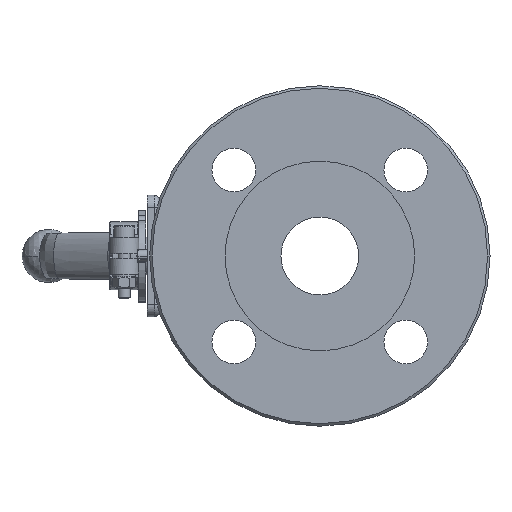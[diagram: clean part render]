
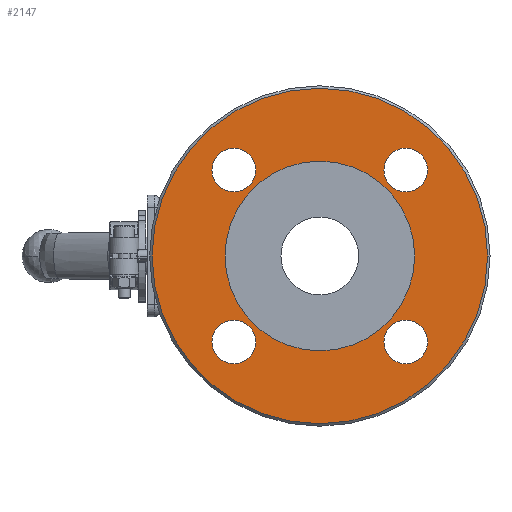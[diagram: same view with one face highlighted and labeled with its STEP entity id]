
A CAD part, left-side view. The second image highlights one B-rep face of the part: STEP entity #2147.
In plain terms, the highlighted planar face has unit normal (-1, 0, 0).
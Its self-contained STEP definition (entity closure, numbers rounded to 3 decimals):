
#2147=ADVANCED_FACE('',(#4362,#4363,#4364,#4365,#4366,#4367),#4368,.T.);
#4362=FACE_OUTER_BOUND('',#10737,.T.);
#4363=FACE_BOUND('',#10738,.T.);
#4364=FACE_BOUND('',#10739,.T.);
#4365=FACE_BOUND('',#10740,.T.);
#4366=FACE_BOUND('',#10741,.T.);
#4367=FACE_BOUND('',#10742,.T.);
#4368=PLANE('',#10743);
#10737=EDGE_LOOP('',(#16863,#16864));
#10738=EDGE_LOOP('',(#16865,#16866));
#10739=EDGE_LOOP('',(#16867,#16868));
#10740=EDGE_LOOP('',(#16869,#16870));
#10741=EDGE_LOOP('',(#16871,#16872));
#10742=EDGE_LOOP('',(#16873,#16874));
#10743=AXIS2_PLACEMENT_3D('',#16875,#16876,#16877);
#16863=ORIENTED_EDGE('',*,*,#16967,.F.);
#16864=ORIENTED_EDGE('',*,*,#19509,.F.);
#16865=ORIENTED_EDGE('',*,*,#17053,.T.);
#16866=ORIENTED_EDGE('',*,*,#19417,.T.);
#16867=ORIENTED_EDGE('',*,*,#17048,.T.);
#16868=ORIENTED_EDGE('',*,*,#19419,.T.);
#16869=ORIENTED_EDGE('',*,*,#17043,.T.);
#16870=ORIENTED_EDGE('',*,*,#19421,.T.);
#16871=ORIENTED_EDGE('',*,*,#17038,.T.);
#16872=ORIENTED_EDGE('',*,*,#19423,.T.);
#16873=ORIENTED_EDGE('',*,*,#16973,.T.);
#16874=ORIENTED_EDGE('',*,*,#19507,.T.);
#16875=CARTESIAN_POINT('',(-43.0,53.5,0.0));
#16876=DIRECTION('',(-1.0,0.0,0.0));
#16877=DIRECTION('',(0.0,0.0,1.0));
#16967=EDGE_CURVE('',#19620,#19622,#19623,.T.);
#16973=EDGE_CURVE('',#19627,#19631,#19633,.T.);
#17038=EDGE_CURVE('',#19750,#19747,#19751,.T.);
#17043=EDGE_CURVE('',#19759,#19756,#19760,.T.);
#17048=EDGE_CURVE('',#19768,#19765,#19769,.T.);
#17053=EDGE_CURVE('',#19777,#19774,#19778,.T.);
#19417=EDGE_CURVE('',#19774,#19777,#23224,.T.);
#19419=EDGE_CURVE('',#19765,#19768,#23226,.T.);
#19421=EDGE_CURVE('',#19756,#19759,#23228,.T.);
#19423=EDGE_CURVE('',#19747,#19750,#23230,.T.);
#19507=EDGE_CURVE('',#19631,#19627,#23330,.T.);
#19509=EDGE_CURVE('',#19622,#19620,#23332,.T.);
#19620=VERTEX_POINT('',#23985);
#19622=VERTEX_POINT('',#23988);
#19623=CIRCLE('',#23989,69.0);
#19627=VERTEX_POINT('',#23994);
#19631=VERTEX_POINT('',#23999);
#19633=CIRCLE('',#24002,39.0);
#19747=VERTEX_POINT('',#24183);
#19750=VERTEX_POINT('',#24187);
#19751=CIRCLE('',#24188,9.0);
#19756=VERTEX_POINT('',#24194);
#19759=VERTEX_POINT('',#24198);
#19760=CIRCLE('',#24199,9.0);
#19765=VERTEX_POINT('',#24205);
#19768=VERTEX_POINT('',#24209);
#19769=CIRCLE('',#24210,9.0);
#19774=VERTEX_POINT('',#24216);
#19777=VERTEX_POINT('',#24220);
#19778=CIRCLE('',#24221,9.0);
#23224=CIRCLE('',#31783,9.0);
#23226=CIRCLE('',#31785,9.0);
#23228=CIRCLE('',#31787,9.0);
#23230=CIRCLE('',#31789,9.0);
#23330=CIRCLE('',#31921,39.0);
#23332=CIRCLE('',#31923,69.0);
#23985=CARTESIAN_POINT('',(-43.0,68.5,0.0));
#23988=CARTESIAN_POINT('',(-43.0,-69.5,0.));
#23989=AXIS2_PLACEMENT_3D('',#31996,#31997,#31998);
#23994=CARTESIAN_POINT('',(-43.0,38.5,0.0));
#23999=CARTESIAN_POINT('',(-43.0,-39.5,0.));
#24002=AXIS2_PLACEMENT_3D('',#32005,#32006,#32007);
#24183=CARTESIAN_POINT('',(-43.0,-35.855,-44.355));
#24187=CARTESIAN_POINT('',(-43.0,-35.855,-26.355));
#24188=AXIS2_PLACEMENT_3D('',#32112,#32113,#32114);
#24194=CARTESIAN_POINT('',(-43.0,34.855,26.355));
#24198=CARTESIAN_POINT('',(-43.0,34.855,44.355));
#24199=AXIS2_PLACEMENT_3D('',#32120,#32121,#32122);
#24205=CARTESIAN_POINT('',(-43.0,34.855,-44.355));
#24209=CARTESIAN_POINT('',(-43.0,34.855,-26.355));
#24210=AXIS2_PLACEMENT_3D('',#32128,#32129,#32130);
#24216=CARTESIAN_POINT('',(-43.0,-35.855,26.355));
#24220=CARTESIAN_POINT('',(-43.0,-35.855,44.355));
#24221=AXIS2_PLACEMENT_3D('',#32136,#32137,#32138);
#31783=AXIS2_PLACEMENT_3D('',#34652,#34653,#34654);
#31785=AXIS2_PLACEMENT_3D('',#34655,#34656,#34657);
#31787=AXIS2_PLACEMENT_3D('',#34658,#34659,#34660);
#31789=AXIS2_PLACEMENT_3D('',#34661,#34662,#34663);
#31921=AXIS2_PLACEMENT_3D('',#34759,#34760,#34761);
#31923=AXIS2_PLACEMENT_3D('',#34762,#34763,#34764);
#31996=CARTESIAN_POINT('',(-43.0,-0.5,0.0));
#31997=DIRECTION('',(1.0,0.0,0.0));
#31998=DIRECTION('',(0.0,1.0,0.0));
#32005=CARTESIAN_POINT('',(-43.0,-0.5,0.0));
#32006=DIRECTION('',(1.0,0.0,0.0));
#32007=DIRECTION('',(0.0,1.0,0.0));
#32112=CARTESIAN_POINT('',(-43.0,-35.855,-35.355));
#32113=DIRECTION('',(1.0,0.0,-0.0));
#32114=DIRECTION('',(0.0,0.0,1.0));
#32120=CARTESIAN_POINT('',(-43.0,34.855,35.355));
#32121=DIRECTION('',(1.0,0.0,-0.0));
#32122=DIRECTION('',(0.0,0.0,1.0));
#32128=CARTESIAN_POINT('',(-43.0,34.855,-35.355));
#32129=DIRECTION('',(1.0,0.0,-0.0));
#32130=DIRECTION('',(0.0,0.0,1.0));
#32136=CARTESIAN_POINT('',(-43.0,-35.855,35.355));
#32137=DIRECTION('',(1.0,0.0,-0.0));
#32138=DIRECTION('',(0.0,0.0,1.0));
#34652=CARTESIAN_POINT('',(-43.0,-35.855,35.355));
#34653=DIRECTION('',(1.0,0.0,-0.0));
#34654=DIRECTION('',(0.0,0.0,1.0));
#34655=CARTESIAN_POINT('',(-43.0,34.855,-35.355));
#34656=DIRECTION('',(1.0,0.0,-0.0));
#34657=DIRECTION('',(0.0,0.0,1.0));
#34658=CARTESIAN_POINT('',(-43.0,34.855,35.355));
#34659=DIRECTION('',(1.0,0.0,-0.0));
#34660=DIRECTION('',(0.0,0.0,1.0));
#34661=CARTESIAN_POINT('',(-43.0,-35.855,-35.355));
#34662=DIRECTION('',(1.0,0.0,-0.0));
#34663=DIRECTION('',(0.0,0.0,1.0));
#34759=CARTESIAN_POINT('',(-43.0,-0.5,0.0));
#34760=DIRECTION('',(1.0,0.0,0.0));
#34761=DIRECTION('',(0.0,1.0,0.0));
#34762=CARTESIAN_POINT('',(-43.0,-0.5,0.0));
#34763=DIRECTION('',(1.0,0.0,0.0));
#34764=DIRECTION('',(0.0,1.0,0.0));
